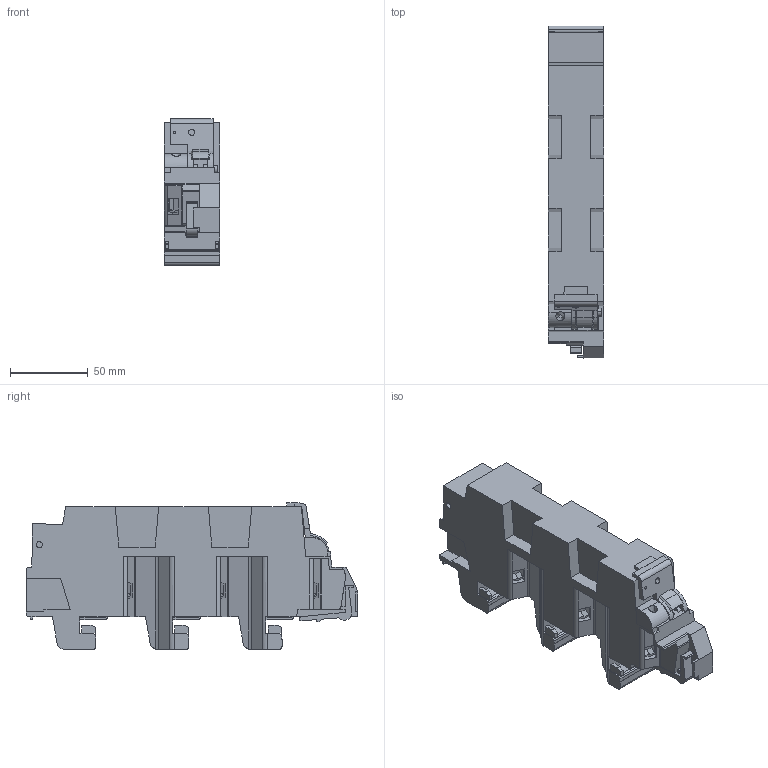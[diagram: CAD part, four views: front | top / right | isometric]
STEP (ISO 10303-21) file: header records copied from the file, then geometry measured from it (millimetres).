
FILE_DESCRIPTION(('CATIA V5 STEP'),'2;1');
FILE_NAME('G1741011_L_D_Leiste-DSL-60_183_5.stp','2016-03-08T15:48:27+00:00',('none'),('Jean Müller GmbH'),'CATIA Version 5 Release 19 SP 9 (IN-10)','CATIA V5 STEP AP214','none');
FILE_SCHEMA(('AUTOMOTIVE_DESIGN { 1 0 10303 214 1 1 1 1 }'));
Length unit declared in the file: millimetre
Products named in the file (2): G1741011_L_D-Leiste DSL-60/183/5; G1741011_L02_D-Leiste DSL-60/183/5
Assembly tree (1 placements, depth 2):
  G1741011_L_D-Leiste DSL-60/183/5
    G1741011_L02_D-Leiste DSL-60/183/5
Bounding box: 35.5 x 214.04 x 94.74 mm (x, y, z)
Volume: 452869.7 mm3; surface area: 70536.4 mm2
Topology: 1 solids, 4 shells, 393 faces, 1142 edges, 758 vertices
Faces by surface type: plane 271, cylinder 110, extrusion 8, cone 4
Entity records: 12521 total; most frequent: CARTESIAN_POINT 2454, ORIENTED_EDGE 2284, DIRECTION 1729, EDGE_CURVE 1142, VECTOR 890, LINE 882, VERTEX_POINT 758, AXIS2_PLACEMENT_3D 537
